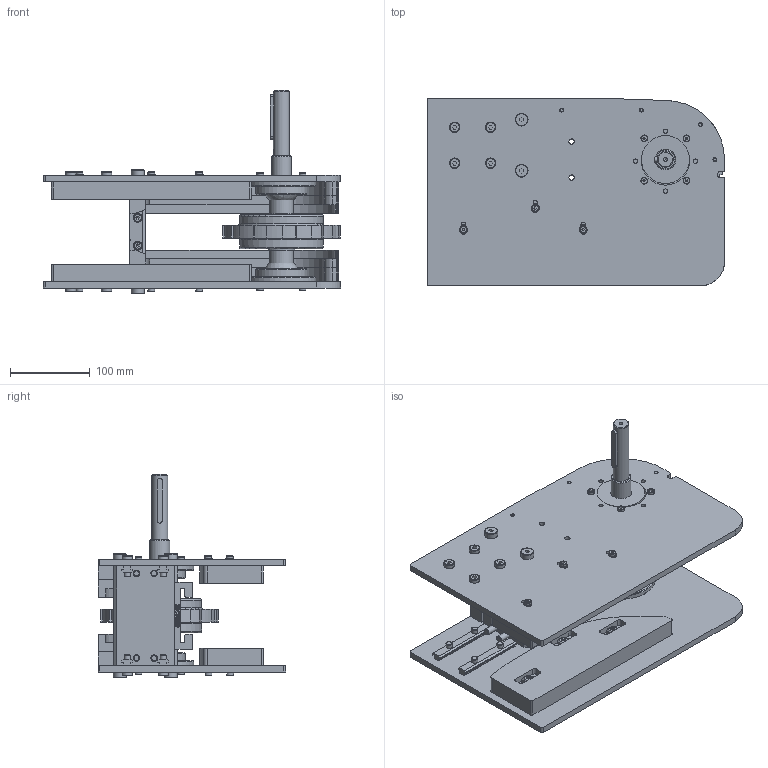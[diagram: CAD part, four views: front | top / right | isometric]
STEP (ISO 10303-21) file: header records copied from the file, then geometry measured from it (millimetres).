
FILE_DESCRIPTION(/* description */ ('ohne Motor'),/* implementation_level */ '2;1');
FILE_NAME(/* name */ '291396-0.step',/* time_stamp */ '2021-09-06T09:37:45+02:00',/* author */ ('MuellerJ'),/* organization */ (''),/* preprocessor_version */ 'ST-DEVELOPER v18.1',/* originating_system */ 'Autodesk Inventor 2021',/* authorisation */ '');
FILE_SCHEMA (('AUTOMOTIVE_DESIGN { 1 0 10303 214 3 1 1 }'));
Length unit declared in the file: millimetre
Products named in the file (25): MTW_1-00013678; MTW_1-00013558; 29-0743-0FZ.000; leer; leer_1; leer_2; leer_3; 29-1321-0FZ.001; leer_4; leer_5; 21-1029-1FZ.001; MTW_1-00013512; MTW_1-00013504; MTW_1-00013552; leer_6; MTW_1-00013528; 21-1351-0FZ.004; leer_7; leer_8; Shoulder screw ISO 7379-10-M8-20; leer_9; 29-1391-0FZ.001; MTW_1-00013494; 29-1383-0; leer_10
Assembly tree (84 placements, depth 2):
  MTW_1-00013678
    MTW_1-00013558  x2
    29-0743-0FZ.000  x2
    leer  x2
    leer_1  x2
    leer_2
    leer_3
    29-1321-0FZ.001
    leer_4  x16
    leer_5  x8
    21-1029-1FZ.001  x4
    MTW_1-00013512
    MTW_1-00013504
    leer_7  x6
    leer_8  x6
    21-1351-0FZ.004  x6
    MTW_1-00013552
    leer_6  x4
    MTW_1-00013528  x2
    Shoulder screw ISO 7379-10-M8-20  x4
    leer_9
    29-1391-0FZ.001  x8
    MTW_1-00013494  x2
    29-1383-0
    leer_10  x2
Bounding box: 372 x 235 x 254.5 mm (x, y, z)
Volume: 3506933.1 mm3; surface area: 828591.3 mm2
Topology: 84 solids, 86 shells, 2444 faces, 6401 edges, 4255 vertices
Faces by surface type: plane 1611, cylinder 485, cone 176, torus 118, sphere 52, bspline 2
Full cylindrical faces by diameter (mm): 2 x4, 4.134 x30, 4.917 x3, 5 x30, 5.3 x6, 5.5 x24, 6 x6, 6.6 x6, 6.647 x12, 8 x16, 8.2 x8, 8.376 x4, 8.5 x22, 9.6 x4, 10 x36, 10.4 x8, 11 x6, 13 x12, 16 x4, 20 x1, 25 x4, 26 x2, 28.6 x2, 30 x3, 32.9 x10, 33.5 x4, 45.15 x4, 46 x2, 52 x4, 60 x2
Entity records: 45983 total; most frequent: CARTESIAN_POINT 8152, ORIENTED_EDGE 7568, DIRECTION 7516, EDGE_CURVE 3784, LINE 2964, VECTOR 2964, VERTEX_POINT 2556, AXIS2_PLACEMENT_3D 2276
